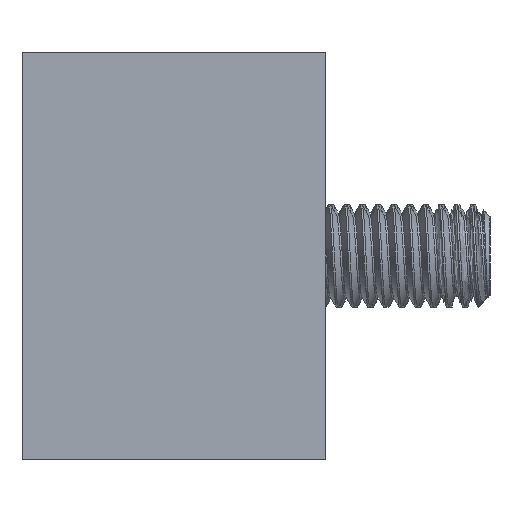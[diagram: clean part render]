
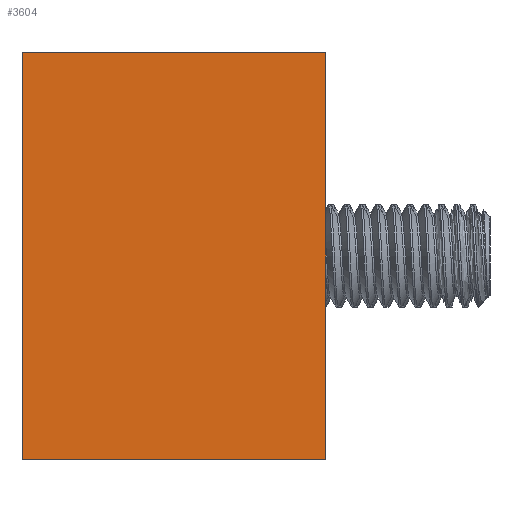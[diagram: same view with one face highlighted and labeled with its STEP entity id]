
A CAD part, left-side view. The second image highlights one B-rep face of the part: STEP entity #3604.
In plain terms, the highlighted planar face has unit normal (-1, 0, 0).
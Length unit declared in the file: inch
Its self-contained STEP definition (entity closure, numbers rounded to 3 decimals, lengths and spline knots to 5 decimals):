
#335 = FACE_OUTER_BOUND ( 'NONE', #3286, .T. ) ;
#341 = CARTESIAN_POINT ( 'NONE',  ( 0., 0., 0. ) ) ;
#429 = LINE ( 'NONE', #341, #1443 ) ;
#734 = CARTESIAN_POINT ( 'NONE',  ( 0., 1.47992, 0. ) ) ;
#844 = DIRECTION ( 'NONE',  ( 0., 0., -1. ) ) ;
#1038 = LINE ( 'NONE', #6210, #3553 ) ;
#1261 = CARTESIAN_POINT ( 'NONE',  ( 0., 1.47992, -1.97992 ) ) ;
#1336 = ORIENTED_EDGE ( 'NONE', *, *, #1404, .T. ) ;
#1378 = VERTEX_POINT ( 'NONE', #3382 ) ;
#1404 = EDGE_CURVE ( 'NONE', #2295, #2456, #3033, .T. ) ;
#1443 = VECTOR ( 'NONE', #844, 39.37008 ) ;
#1886 = DIRECTION ( 'NONE',  ( 0., 0., -1. ) ) ;
#2097 = VECTOR ( 'NONE', #4673, 39.37008 ) ;
#2231 = VERTEX_POINT ( 'NONE', #4704 ) ;
#2295 = VERTEX_POINT ( 'NONE', #734 ) ;
#2423 = AXIS2_PLACEMENT_3D ( 'NONE', #4631, #4083, #6161 ) ;
#2456 = VERTEX_POINT ( 'NONE', #1261 ) ;
#3033 = LINE ( 'NONE', #4392, #4368 ) ;
#3132 = EDGE_CURVE ( 'NONE', #1378, #2295, #3437, .T. ) ;
#3286 = EDGE_LOOP ( 'NONE', ( #5603, #1336, #5495, #3615 ) ) ;
#3382 = CARTESIAN_POINT ( 'NONE',  ( 0., 0., 0. ) ) ;
#3437 = LINE ( 'NONE', #5194, #2097 ) ;
#3553 = VECTOR ( 'NONE', #4726, 39.37008 ) ;
#3604 = ADVANCED_FACE ( 'NONE', ( #335 ), #5656, .T. ) ;
#3615 = ORIENTED_EDGE ( 'NONE', *, *, #6057, .F. ) ;
#3693 = EDGE_CURVE ( 'NONE', #2231, #2456, #1038, .T. ) ;
#4083 = DIRECTION ( 'NONE',  ( -1., 0., 0. ) ) ;
#4368 = VECTOR ( 'NONE', #1886, 39.37008 ) ;
#4392 = CARTESIAN_POINT ( 'NONE',  ( 0., 1.47992, 0. ) ) ;
#4631 = CARTESIAN_POINT ( 'NONE',  ( 0., 0., 0. ) ) ;
#4673 = DIRECTION ( 'NONE',  ( 0., 1., 0. ) ) ;
#4704 = CARTESIAN_POINT ( 'NONE',  ( 0., 0., -1.97992 ) ) ;
#4726 = DIRECTION ( 'NONE',  ( 0., 1., 0. ) ) ;
#5194 = CARTESIAN_POINT ( 'NONE',  ( 0., 0., 0. ) ) ;
#5495 = ORIENTED_EDGE ( 'NONE', *, *, #3693, .F. ) ;
#5603 = ORIENTED_EDGE ( 'NONE', *, *, #3132, .T. ) ;
#5656 = PLANE ( 'NONE',  #2423 ) ;
#6057 = EDGE_CURVE ( 'NONE', #1378, #2231, #429, .T. ) ;
#6161 = DIRECTION ( 'NONE',  ( 0., 0., 1. ) ) ;
#6210 = CARTESIAN_POINT ( 'NONE',  ( 0., 0., -1.97992 ) ) ;
